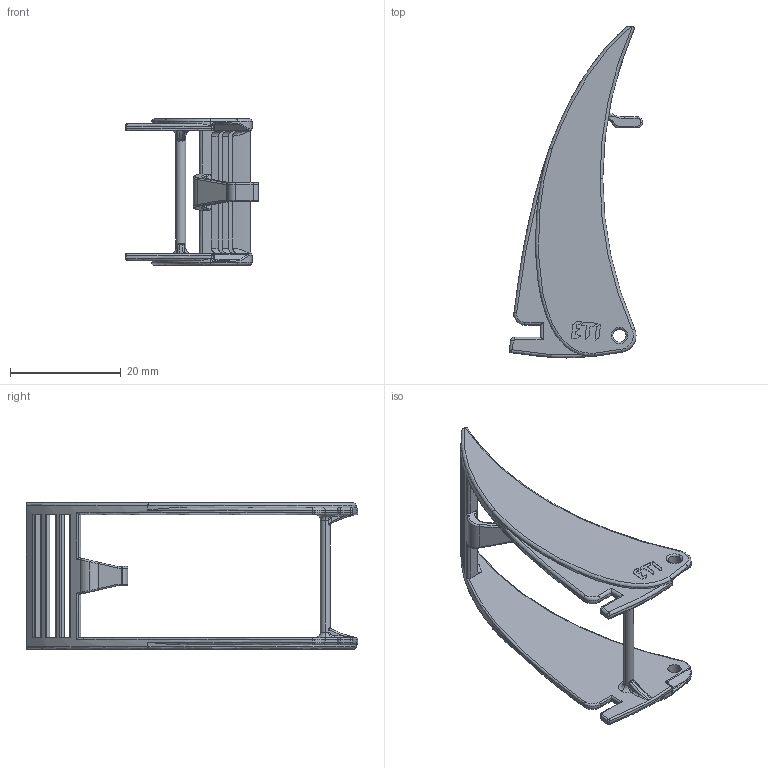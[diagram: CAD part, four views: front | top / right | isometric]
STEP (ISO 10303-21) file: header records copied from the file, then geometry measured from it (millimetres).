
FILE_DESCRIPTION((''),'2;1');
FILE_NAME('GHDFDH_ASM','2021-08-24T',('marketing.praksa'),('Audax d.o.o.'),'CREO PARAMETRIC BY PTC INC, 2017480','CREO PARAMETRIC BY PTC INC, 2017480','');
FILE_SCHEMA(('AUTOMOTIVE_DESIGN { 1 0 10303 214 1 1 1 1 }'));
Length unit declared in the file: millimetre
Products named in the file (3): JJL; ASDASDAD; GHDFDH_ASM
Assembly tree (2 placements, depth 2):
  GHDFDH_ASM
    JJL
    ASDASDAD
Bounding box: 24.06 x 59.88 x 26.44 mm (x, y, z)
Volume: 1 mm3; surface area: 4396.2 mm2
Topology: 3 solids, 4 shells, 324 faces, 831 edges, 497 vertices
Faces by surface type: cylinder 125, plane 75, bspline 64, torus 43, sphere 10, extrusion 7
Entity records: 19483 total; most frequent: CARTESIAN_POINT 7087, ORIENTED_EDGE 1624, DIRECTION 1405, PRESENTATION_STYLE_ASSIGNMENT 1150, STYLED_ITEM 1150, CURVE_STYLE 822, EDGE_CURVE 815, AXIS2_PLACEMENT_3D 548
